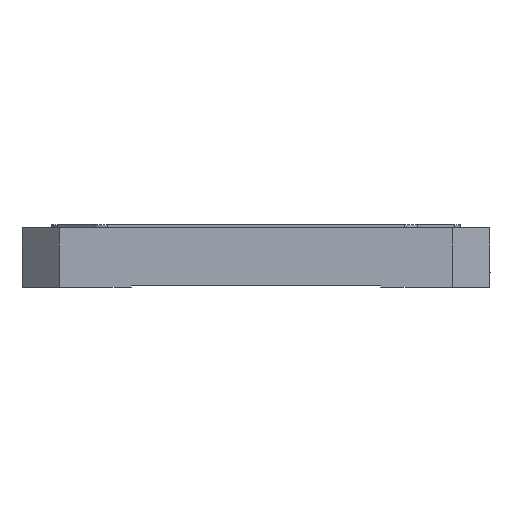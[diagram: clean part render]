
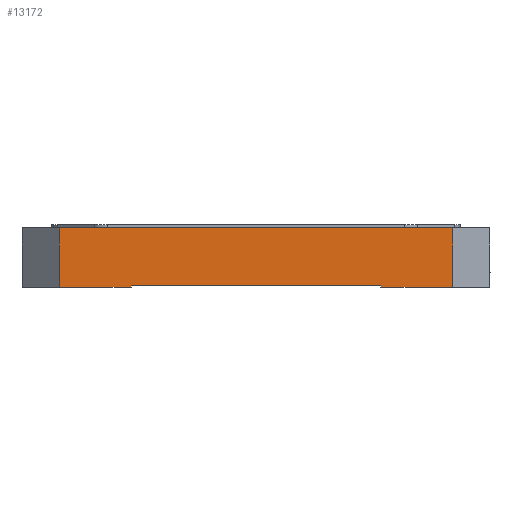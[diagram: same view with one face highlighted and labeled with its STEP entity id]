
A CAD part, front view. The second image highlights one B-rep face of the part: STEP entity #13172.
In plain terms, the highlighted planar face has unit normal (0, -1, 0).
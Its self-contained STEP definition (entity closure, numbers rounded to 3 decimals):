
#818 = VERTEX_POINT ( 'NONE', #36827 ) ;
#1040 = LINE ( 'NONE', #41575, #6389 ) ;
#1789 = DIRECTION ( 'NONE',  ( -1., 0., 0. ) ) ;
#1798 = CARTESIAN_POINT ( 'NONE',  ( -40., -75., 0. ) ) ;
#2498 = VERTEX_POINT ( 'NONE', #42576 ) ;
#2605 = VECTOR ( 'NONE', #38576, 1000. ) ;
#3023 = CARTESIAN_POINT ( 'NONE',  ( -40., -75., 0.5 ) ) ;
#3262 = LINE ( 'NONE', #17240, #9667 ) ;
#4070 = ORIENTED_EDGE ( 'NONE', *, *, #43891, .F. ) ;
#5239 = VERTEX_POINT ( 'NONE', #22373 ) ;
#5330 = VECTOR ( 'NONE', #37686, 1000. ) ;
#6237 = CARTESIAN_POINT ( 'NONE',  ( 40., -75., 0. ) ) ;
#6317 = CARTESIAN_POINT ( 'NONE',  ( 63., -75., 19. ) ) ;
#6389 = VECTOR ( 'NONE', #34947, 1000. ) ;
#6852 = VECTOR ( 'NONE', #32466, 1000. ) ;
#7538 = ORIENTED_EDGE ( 'NONE', *, *, #20028, .T. ) ;
#9304 = VECTOR ( 'NONE', #1789, 1000. ) ;
#9466 = EDGE_CURVE ( 'NONE', #29691, #818, #3262, .T. ) ;
#9667 = VECTOR ( 'NONE', #24517, 1000. ) ;
#11426 = CARTESIAN_POINT ( 'NONE',  ( -75., -75., 19. ) ) ;
#11686 = LINE ( 'NONE', #11426, #2605 ) ;
#11871 = VERTEX_POINT ( 'NONE', #6237 ) ;
#12027 = EDGE_CURVE ( 'NONE', #818, #13204, #11686, .T. ) ;
#12828 = VERTEX_POINT ( 'NONE', #21491 ) ;
#12889 = EDGE_CURVE ( 'NONE', #5239, #11871, #38538, .T. ) ;
#13023 = DIRECTION ( 'NONE',  ( 0., 0., 1. ) ) ;
#13172 = ADVANCED_FACE ( '��50', ( #18888 ), #23041, .F. ) ;
#13204 = VERTEX_POINT ( 'NONE', #6317 ) ;
#13223 = VECTOR ( 'NONE', #17319, 1000. ) ;
#16213 = EDGE_LOOP ( 'NONE', ( #25985, #17066, #4070, #33668, #20022, #35965, #7538, #29343 ) ) ;
#17066 = ORIENTED_EDGE ( 'NONE', *, *, #12889, .F. ) ;
#17240 = CARTESIAN_POINT ( 'NONE',  ( -63., -75., 19. ) ) ;
#17319 = DIRECTION ( 'NONE',  ( 0., 0., 1. ) ) ;
#17703 = EDGE_CURVE ( 'NONE', #35636, #29691, #30957, .T. ) ;
#18748 = EDGE_CURVE ( 'NONE', #2498, #12828, #1040, .T. ) ;
#18888 = FACE_OUTER_BOUND ( 'NONE', #16213, .T. ) ;
#19058 = CARTESIAN_POINT ( 'NONE',  ( -75., -75., 0. ) ) ;
#20022 = ORIENTED_EDGE ( 'NONE', *, *, #9466, .F. ) ;
#20028 = EDGE_CURVE ( 'NONE', #35636, #12828, #22314, .T. ) ;
#21491 = CARTESIAN_POINT ( 'NONE',  ( -40., -75., 0.5 ) ) ;
#21792 = DIRECTION ( 'NONE',  ( 0., 0., 1. ) ) ;
#22314 = LINE ( 'NONE', #3023, #13223 ) ;
#22373 = CARTESIAN_POINT ( 'NONE',  ( 63., -75., 0. ) ) ;
#23017 = EDGE_CURVE ( 'NONE', #11871, #2498, #41737, .T. ) ;
#23041 = PLANE ( 'NONE',  #27326 ) ;
#24517 = DIRECTION ( 'NONE',  ( 0., 0., 1. ) ) ;
#25985 = ORIENTED_EDGE ( 'NONE', *, *, #23017, .F. ) ;
#26437 = CARTESIAN_POINT ( 'NONE',  ( -75., -75., 19. ) ) ;
#27326 = AXIS2_PLACEMENT_3D ( 'NONE', #26437, #39888, #13023 ) ;
#29343 = ORIENTED_EDGE ( 'NONE', *, *, #18748, .F. ) ;
#29691 = VERTEX_POINT ( 'NONE', #32956 ) ;
#30957 = LINE ( 'NONE', #40655, #5330 ) ;
#32319 = CARTESIAN_POINT ( 'NONE',  ( 63., -75., 19. ) ) ;
#32466 = DIRECTION ( 'NONE',  ( 0., 0., -1. ) ) ;
#32956 = CARTESIAN_POINT ( 'NONE',  ( -63., -75., 0. ) ) ;
#33668 = ORIENTED_EDGE ( 'NONE', *, *, #12027, .F. ) ;
#34947 = DIRECTION ( 'NONE',  ( -1., 0., 0. ) ) ;
#35272 = CARTESIAN_POINT ( 'NONE',  ( 40., -75., 19. ) ) ;
#35636 = VERTEX_POINT ( 'NONE', #1798 ) ;
#35965 = ORIENTED_EDGE ( 'NONE', *, *, #17703, .F. ) ;
#36827 = CARTESIAN_POINT ( 'NONE',  ( -63., -75., 19. ) ) ;
#37686 = DIRECTION ( 'NONE',  ( -1., 0., 0. ) ) ;
#38538 = LINE ( 'NONE', #19058, #9304 ) ;
#38576 = DIRECTION ( 'NONE',  ( 1., 0., 0. ) ) ;
#38719 = LINE ( 'NONE', #32319, #6852 ) ;
#39888 = DIRECTION ( 'NONE',  ( 0., 1., 0. ) ) ;
#39965 = VECTOR ( 'NONE', #21792, 1000. ) ;
#40655 = CARTESIAN_POINT ( 'NONE',  ( -75., -75., 0. ) ) ;
#41575 = CARTESIAN_POINT ( 'NONE',  ( 0., -75., 0.5 ) ) ;
#41737 = LINE ( 'NONE', #35272, #39965 ) ;
#42576 = CARTESIAN_POINT ( 'NONE',  ( 40., -75., 0.5 ) ) ;
#43891 = EDGE_CURVE ( 'NONE', #13204, #5239, #38719, .T. ) ;
